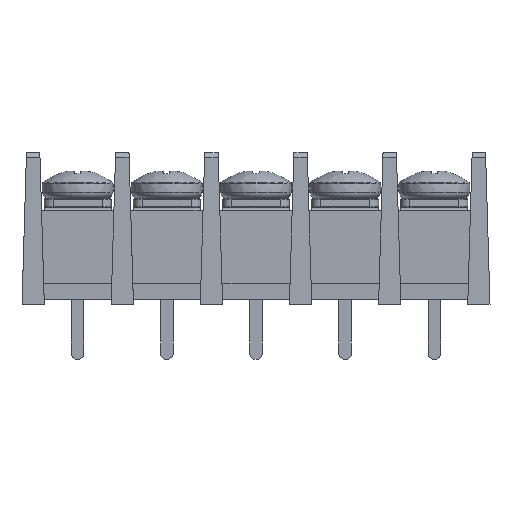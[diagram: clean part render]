
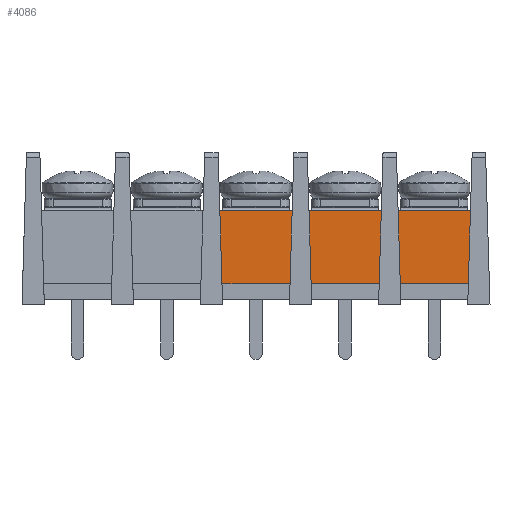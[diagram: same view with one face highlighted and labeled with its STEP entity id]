
A CAD part, front view. The second image highlights one B-rep face of the part: STEP entity #4086.
In plain terms, the highlighted planar face has unit normal (0, -1, 0).
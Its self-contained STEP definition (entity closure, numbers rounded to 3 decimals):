
#505=FACE_OUTER_BOUND('',#739,.T.);
#739=EDGE_LOOP('',(#3013,#3014,#3015,#3016));
#1053=LINE('',#7076,#1437);
#1066=LINE('',#7103,#1450);
#1067=LINE('',#7105,#1451);
#1068=LINE('',#7106,#1452);
#1437=VECTOR('',#4882,10.);
#1450=VECTOR('',#4903,10.);
#1451=VECTOR('',#4904,10.);
#1452=VECTOR('',#4905,10.);
#1812=VERTEX_POINT('',#7072);
#1814=VERTEX_POINT('',#7075);
#1824=VERTEX_POINT('',#7102);
#1825=VERTEX_POINT('',#7104);
#2270=EDGE_CURVE('',#1812,#1814,#1053,.T.);
#2283=EDGE_CURVE('',#1824,#1812,#1066,.T.);
#2284=EDGE_CURVE('',#1824,#1825,#1067,.T.);
#2285=EDGE_CURVE('',#1814,#1825,#1068,.T.);
#3013=ORIENTED_EDGE('',*,*,#2283,.F.);
#3014=ORIENTED_EDGE('',*,*,#2284,.T.);
#3015=ORIENTED_EDGE('',*,*,#2285,.F.);
#3016=ORIENTED_EDGE('',*,*,#2270,.F.);
#3921=PLANE('',#4347);
#4086=ADVANCED_FACE('',(#505),#3921,.T.);
#4347=AXIS2_PLACEMENT_3D('',#7101,#4901,#4902);
#4882=DIRECTION('',(1.,0.,0.));
#4901=DIRECTION('center_axis',(0.,-1.,0.));
#4902=DIRECTION('ref_axis',(0.,0.,-1.));
#4903=DIRECTION('',(-0.029,0.,1.));
#4904=DIRECTION('',(1.,0.,0.));
#4905=DIRECTION('',(0.,0.,-1.));
#7072=CARTESIAN_POINT('',(15.941,-5.65,10.5));
#7075=CARTESIAN_POINT('',(45.,-5.65,10.5));
#7076=CARTESIAN_POINT('',(-5.,-5.65,10.5));
#7101=CARTESIAN_POINT('Origin',(-5.,-5.65,10.5));
#7102=CARTESIAN_POINT('',(16.182,-5.65,2.3));
#7103=CARTESIAN_POINT('',(15.837,-5.65,14.058));
#7104=CARTESIAN_POINT('',(45.,-5.65,2.3));
#7105=CARTESIAN_POINT('',(-5.,-5.65,2.3));
#7106=CARTESIAN_POINT('',(45.,-5.65,2.3));
